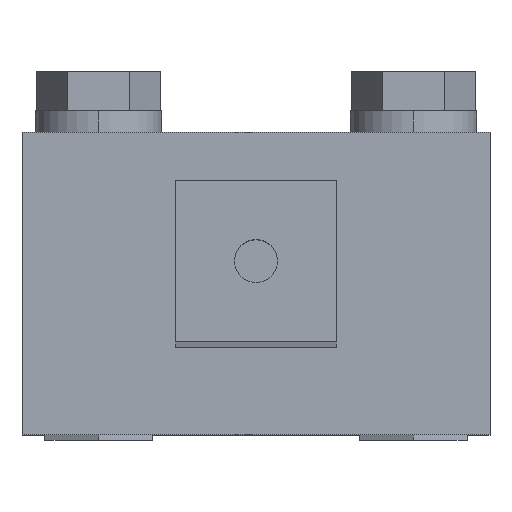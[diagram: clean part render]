
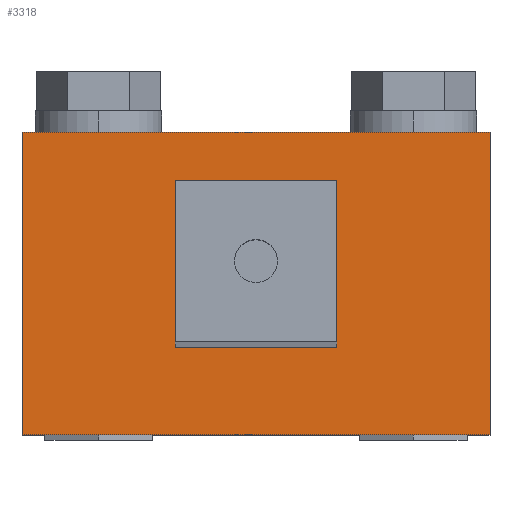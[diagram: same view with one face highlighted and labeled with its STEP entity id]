
A CAD part, top view. The second image highlights one B-rep face of the part: STEP entity #3318.
In plain terms, the highlighted planar face has unit normal (0, 0, 1).
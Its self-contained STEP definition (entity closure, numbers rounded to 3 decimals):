
#138=DIRECTION('',(0.,-1.,0.));
#139=VECTOR('',#138,15.);
#140=CARTESIAN_POINT('',(7.5,7.5,41.5));
#141=LINE('',#140,#139);
#152=DIRECTION('',(-1.,0.,0.));
#153=VECTOR('',#152,15.);
#154=CARTESIAN_POINT('',(7.5,-7.5,41.5));
#155=LINE('',#154,#153);
#159=DIRECTION('',(0.,1.,0.));
#160=VECTOR('',#159,15.);
#161=CARTESIAN_POINT('',(-7.5,-7.5,41.5));
#162=LINE('',#161,#160);
#180=DIRECTION('',(1.,0.,0.));
#181=VECTOR('',#180,15.);
#182=CARTESIAN_POINT('',(-7.5,7.5,41.5));
#183=LINE('',#182,#181);
#621=DIRECTION('',(0.,1.,0.));
#622=VECTOR('',#621,28.125);
#623=CARTESIAN_POINT('',(21.75,-15.625,41.5));
#624=LINE('',#623,#622);
#649=DIRECTION('',(1.,0.,0.));
#650=VECTOR('',#649,43.5);
#651=CARTESIAN_POINT('',(-21.75,-15.625,41.5));
#652=LINE('',#651,#650);
#880=DIRECTION('',(0.,-1.,0.));
#881=VECTOR('',#880,28.125);
#882=CARTESIAN_POINT('',(-21.75,12.5,41.5));
#883=LINE('',#882,#881);
#1209=DIRECTION('',(-1.,0.,0.));
#1210=VECTOR('',#1209,43.5);
#1211=CARTESIAN_POINT('',(21.75,12.5,41.5));
#1212=LINE('',#1211,#1210);
#2569=CARTESIAN_POINT('',(7.5,7.5,41.5));
#2570=CARTESIAN_POINT('',(7.5,-7.5,41.5));
#2571=VERTEX_POINT('',#2569);
#2572=VERTEX_POINT('',#2570);
#2573=CARTESIAN_POINT('',(21.75,-15.625,41.5));
#2574=CARTESIAN_POINT('',(21.75,12.5,41.5));
#2575=VERTEX_POINT('',#2573);
#2576=VERTEX_POINT('',#2574);
#2577=CARTESIAN_POINT('',(-21.75,-15.625,41.5));
#2578=VERTEX_POINT('',#2577);
#2579=CARTESIAN_POINT('',(-21.75,12.5,41.5));
#2580=VERTEX_POINT('',#2579);
#2581=CARTESIAN_POINT('',(-7.5,7.5,41.5));
#2582=VERTEX_POINT('',#2581);
#2583=CARTESIAN_POINT('',(-7.5,-7.5,41.5));
#2584=VERTEX_POINT('',#2583);
#3297=CARTESIAN_POINT('',(7.6,-7.6,41.5));
#3298=DIRECTION('',(0.,0.,-1.));
#3299=DIRECTION('',(0.,-1.,0.));
#3300=AXIS2_PLACEMENT_3D('',#3297,#3298,#3299);
#3301=PLANE('',#3300);
#3303=ORIENTED_EDGE('',*,*,#3302,.F.);
#3305=ORIENTED_EDGE('',*,*,#3304,.F.);
#3307=ORIENTED_EDGE('',*,*,#3306,.F.);
#3309=ORIENTED_EDGE('',*,*,#3308,.F.);
#3310=EDGE_LOOP('',(#3303,#3305,#3307,#3309));
#3311=FACE_OUTER_BOUND('',#3310,.F.);
#3312=ORIENTED_EDGE('',*,*,#3099,.F.);
#3313=ORIENTED_EDGE('',*,*,#3078,.F.);
#3314=ORIENTED_EDGE('',*,*,#3056,.F.);
#3315=ORIENTED_EDGE('',*,*,#3034,.F.);
#3316=EDGE_LOOP('',(#3312,#3313,#3314,#3315));
#3317=FACE_BOUND('',#3316,.F.);
#3034=EDGE_CURVE('',#2571,#2572,#141,.T.);
#3056=EDGE_CURVE('',#2572,#2584,#155,.T.);
#3078=EDGE_CURVE('',#2584,#2582,#162,.T.);
#3099=EDGE_CURVE('',#2582,#2571,#183,.T.);
#3302=EDGE_CURVE('',#2575,#2576,#624,.T.);
#3304=EDGE_CURVE('',#2578,#2575,#652,.T.);
#3306=EDGE_CURVE('',#2580,#2578,#883,.T.);
#3308=EDGE_CURVE('',#2576,#2580,#1212,.T.);
#3318=ADVANCED_FACE('',(#3311,#3317),#3301,.F.);
